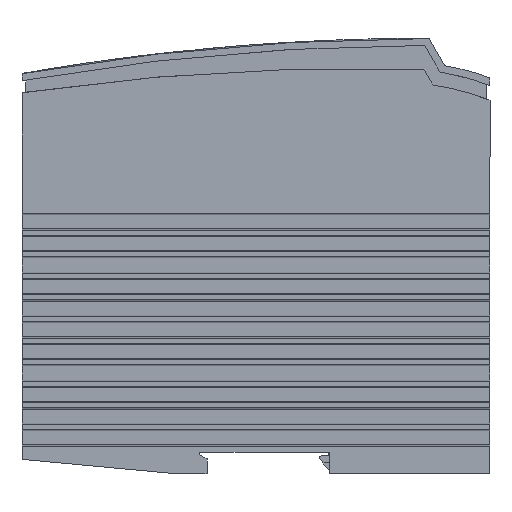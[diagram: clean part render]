
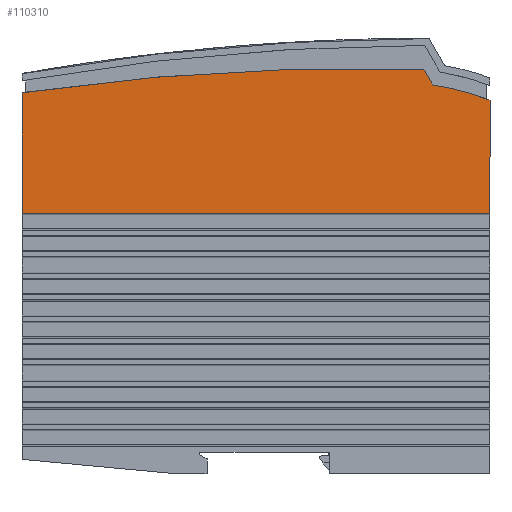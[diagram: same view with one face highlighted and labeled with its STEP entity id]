
A CAD part, left-side view. The second image highlights one B-rep face of the part: STEP entity #110310.
In plain terms, the highlighted face is planar.
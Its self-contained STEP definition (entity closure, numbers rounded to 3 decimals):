
#3800=CARTESIAN_POINT('',(106.39,18.37,-8.5));
#3810=VERTEX_POINT('',#3800);
#3840=CARTESIAN_POINT('',(-549.,36.,-8.5));
#3850=DIRECTION('',(0.,0.,1.));
#3860=DIRECTION('',(1.,0.,0.));
#3870=AXIS2_PLACEMENT_3D('',#3840,#3850,#3860);
#3880=CIRCLE('',#3870,655.627);
#3890=CARTESIAN_POINT('',(99.854,130.,-8.5));
#3900=VERTEX_POINT('',#3890);
#3910=EDGE_CURVE('',#3810,#3900,#3880,.T.);
#4870=CARTESIAN_POINT('',(33.52,25.64,-8.5));
#4880=DIRECTION('',(0.,0.,1.));
#4890=DIRECTION('',(1.,0.,0.));
#4900=AXIS2_PLACEMENT_3D('',#4870,#4880,#4890);
#4910=CIRCLE('',#4900,69.15);
#4920=CARTESIAN_POINT('',(97.741,0.,-8.5));
#4930=VERTEX_POINT('',#4920);
#4940=CARTESIAN_POINT('',(101.97,15.826,-8.5));
#4950=VERTEX_POINT('',#4940);
#4960=EDGE_CURVE('',#4930,#4950,#4910,.T.);
#6350=CARTESIAN_POINT('',(83.905,5.427,-8.5));
#6360=DIRECTION('',(-0.867,-0.499,0.));
#6370=VECTOR('',#6360,1.);
#6380=LINE('',#6350,#6370);
#6390=EDGE_CURVE('',#3810,#4950,#6380,.T.);
#45650=CARTESIAN_POINT('',(61.99,0.,-8.5));
#45660=DIRECTION('',(0.,0.,1.));
#45670=DIRECTION('',(1.,0.,0.));
#45680=AXIS2_PLACEMENT_3D('',#45650,#45660,#45670);
#45690=PLANE('',#45680);
#51030=CARTESIAN_POINT('',(128.905,130.,-8.5));
#51040=DIRECTION('',(1.,0.,0.));
#51050=VECTOR('',#51040,1.);
#51060=LINE('',#51030,#51050);
#51070=CARTESIAN_POINT('',(66.3,130.,-8.5));
#51080=VERTEX_POINT('',#51070);
#51090=EDGE_CURVE('',#51080,#3900,#51060,.T.);
#66590=CARTESIAN_POINT('',(128.905,0.,-8.5));
#66600=DIRECTION('',(1.,0.,0.));
#66610=VECTOR('',#66600,1.);
#66620=LINE('',#66590,#66610);
#110150=ORIENTED_EDGE('',*,*,#51090,.F.);
#110160=ORIENTED_EDGE('',*,*,#3910,.T.);
#110170=ORIENTED_EDGE('',*,*,#6390,.F.);
#110180=ORIENTED_EDGE('',*,*,#4960,.T.);
#110190=CARTESIAN_POINT('',(66.3,0.,-8.5));
#110200=VERTEX_POINT('',#110190);
#110210=EDGE_CURVE('',#110200,#4930,#66620,.T.);
#110220=ORIENTED_EDGE('',*,*,#110210,.T.);
#110230=CARTESIAN_POINT('',(66.3,65.,-8.5));
#110240=DIRECTION('',(0.,-1.,0.));
#110250=VECTOR('',#110240,1.);
#110260=LINE('',#110230,#110250);
#110270=EDGE_CURVE('',#51080,#110200,#110260,.T.);
#110280=ORIENTED_EDGE('',*,*,#110270,.T.);
#110290=EDGE_LOOP('',(#110280,#110220,#110180,#110170,#110160,#110150));
#110300=FACE_OUTER_BOUND('',#110290,.T.);
#110310=ADVANCED_FACE('',(#110300),#45690,.T.);
